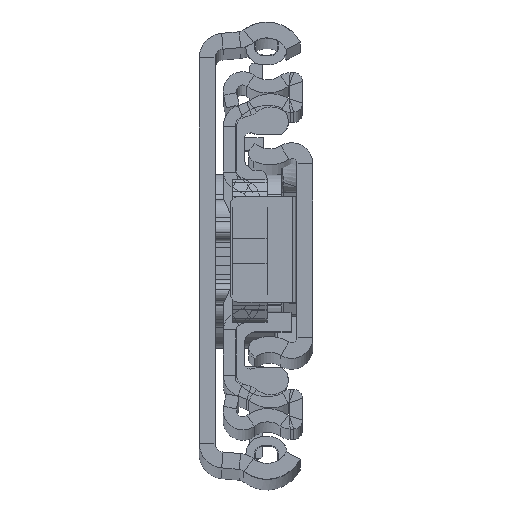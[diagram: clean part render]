
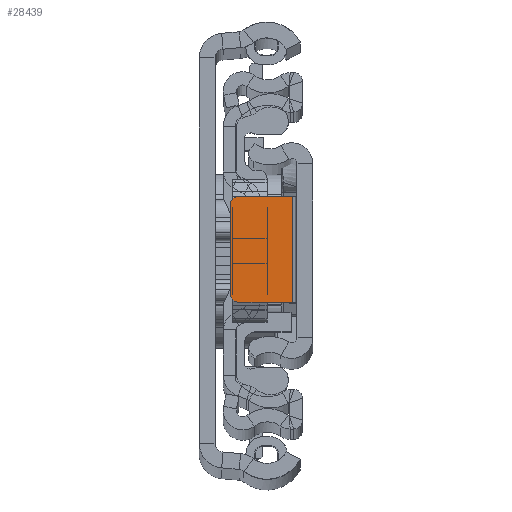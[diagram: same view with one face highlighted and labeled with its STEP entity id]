
A CAD part, top view. The second image highlights one B-rep face of the part: STEP entity #28439.
In plain terms, the highlighted planar face has unit normal (0, 0, 1).
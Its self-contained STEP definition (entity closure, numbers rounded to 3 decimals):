
#105 = CARTESIAN_POINT ( 'NONE',  ( -9.4, -4.849, -6.8 ) ) ;
#158 = CARTESIAN_POINT ( 'NONE',  ( -8.4, 5.151, -6.8 ) ) ;
#659 = CARTESIAN_POINT ( 'NONE',  ( -2.3, 6.151, -6.8 ) ) ;
#2382 = CARTESIAN_POINT ( 'NONE',  ( -8.4, 6.151, -6.8 ) ) ;
#2385 = EDGE_LOOP ( 'NONE', ( #27461, #12887, #16485, #10489, #16273, #7265 ) ) ;
#3669 = CIRCLE ( 'NONE', #21115, 1. ) ;
#4002 = DIRECTION ( 'NONE',  ( 1., 0., 0. ) ) ;
#4583 = CARTESIAN_POINT ( 'NONE',  ( -1.8, 6.151, -6.8 ) ) ;
#5166 = EDGE_CURVE ( 'NONE', #28095, #8425, #10673, .T. ) ;
#6577 = VECTOR ( 'NONE', #30974, 1000. ) ;
#6606 = EDGE_CURVE ( 'NONE', #19002, #21012, #23089, .T. ) ;
#6832 = FACE_OUTER_BOUND ( 'NONE', #2385, .T. ) ;
#7265 = ORIENTED_EDGE ( 'NONE', *, *, #20403, .T. ) ;
#7451 = VECTOR ( 'NONE', #28280, 1000. ) ;
#8425 = VERTEX_POINT ( 'NONE', #20956 ) ;
#8492 = EDGE_CURVE ( 'NONE', #19002, #8425, #3669, .T. ) ;
#9282 = DIRECTION ( 'NONE',  ( 0., 0., 1. ) ) ;
#10489 = ORIENTED_EDGE ( 'NONE', *, *, #32842, .F. ) ;
#10673 = LINE ( 'NONE', #31548, #26152 ) ;
#12616 = PLANE ( 'NONE',  #24365 ) ;
#12887 = ORIENTED_EDGE ( 'NONE', *, *, #8492, .T. ) ;
#14543 = CARTESIAN_POINT ( 'NONE',  ( 0., 0., -6.8 ) ) ;
#15503 = CARTESIAN_POINT ( 'NONE',  ( -2.3, 6.151, -6.8 ) ) ;
#16273 = ORIENTED_EDGE ( 'NONE', *, *, #31225, .F. ) ;
#16311 = CARTESIAN_POINT ( 'NONE',  ( -9.4, 5.151, -6.8 ) ) ;
#16485 = ORIENTED_EDGE ( 'NONE', *, *, #5166, .F. ) ;
#16569 = VERTEX_POINT ( 'NONE', #659 ) ;
#19002 = VERTEX_POINT ( 'NONE', #105 ) ;
#20283 = CARTESIAN_POINT ( 'NONE',  ( -9.4, 6.151, -6.8 ) ) ;
#20403 = EDGE_CURVE ( 'NONE', #33572, #21012, #20682, .T. ) ;
#20682 = CIRCLE ( 'NONE', #21238, 1. ) ;
#20956 = CARTESIAN_POINT ( 'NONE',  ( -8.4, -5.849, -6.8 ) ) ;
#21012 = VERTEX_POINT ( 'NONE', #16311 ) ;
#21115 = AXIS2_PLACEMENT_3D ( 'NONE', #32315, #32160, #32489 ) ;
#21238 = AXIS2_PLACEMENT_3D ( 'NONE', #158, #33946, #31990 ) ;
#21289 = CARTESIAN_POINT ( 'NONE',  ( -2.3, -5.849, -6.8 ) ) ;
#21401 = DIRECTION ( 'NONE',  ( -1., 0., 0. ) ) ;
#21462 = VECTOR ( 'NONE', #26246, 1000. ) ;
#23089 = LINE ( 'NONE', #20283, #6577 ) ;
#24365 = AXIS2_PLACEMENT_3D ( 'NONE', #14543, #9282, #4002 ) ;
#26152 = VECTOR ( 'NONE', #21401, 1000. ) ;
#26246 = DIRECTION ( 'NONE',  ( 0., -1., 0. ) ) ;
#27461 = ORIENTED_EDGE ( 'NONE', *, *, #6606, .F. ) ;
#28095 = VERTEX_POINT ( 'NONE', #21289 ) ;
#28280 = DIRECTION ( 'NONE',  ( 1., 0., 0. ) ) ;
#28439 = ADVANCED_FACE ( 'NONE', ( #6832 ), #12616, .T. ) ;
#30974 = DIRECTION ( 'NONE',  ( 0., 1., 0. ) ) ;
#31225 = EDGE_CURVE ( 'NONE', #33572, #16569, #33698, .T. ) ;
#31548 = CARTESIAN_POINT ( 'NONE',  ( -9.4, -5.849, -6.8 ) ) ;
#31990 = DIRECTION ( 'NONE',  ( 1., 0., 0. ) ) ;
#32160 = DIRECTION ( 'NONE',  ( 0., 0., 1. ) ) ;
#32315 = CARTESIAN_POINT ( 'NONE',  ( -8.4, -4.849, -6.8 ) ) ;
#32489 = DIRECTION ( 'NONE',  ( 1., 0., 0. ) ) ;
#32842 = EDGE_CURVE ( 'NONE', #16569, #28095, #34435, .T. ) ;
#33572 = VERTEX_POINT ( 'NONE', #2382 ) ;
#33698 = LINE ( 'NONE', #4583, #7451 ) ;
#33946 = DIRECTION ( 'NONE',  ( 0., 0., 1. ) ) ;
#34435 = LINE ( 'NONE', #15503, #21462 ) ;
